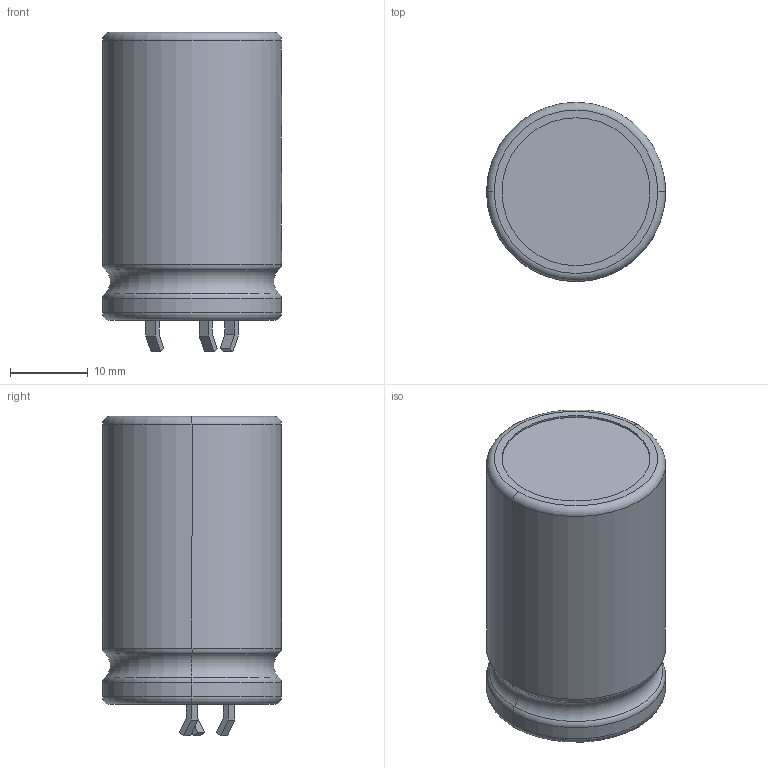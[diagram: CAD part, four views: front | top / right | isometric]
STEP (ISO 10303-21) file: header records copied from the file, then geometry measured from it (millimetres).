
FILE_DESCRIPTION((''),'2;1');
FILE_NAME('CAPPR1000-2300X3700-Q3.stp','2013-10-16T15:18:53',(''),(''),'Mechanical Desktop 2011','Mechanical Desktop 2011',', , ');
FILE_SCHEMA(('AUTOMOTIVE_DESIGN { 1 2 10303 214 1 1 1 1 }'));
Length unit declared in the file: millimetre
Products named in the file (1): Product
Bounding box: 23 x 23 x 41 mm (x, y, z)
Volume: 15039.2 mm3; surface area: 4843 mm2
Topology: 9 solids, 9 shells, 87 faces, 189 edges, 122 vertices
Faces by surface type: plane 40, cylinder 21, bspline 16, torus 10
Entity records: 2437 total; most frequent: CARTESIAN_POINT 447, DIRECTION 405, ORIENTED_EDGE 378, EDGE_CURVE 189, AXIS2_PLACEMENT_3D 144, VERTEX_POINT 122, VECTOR 117, LINE 117
